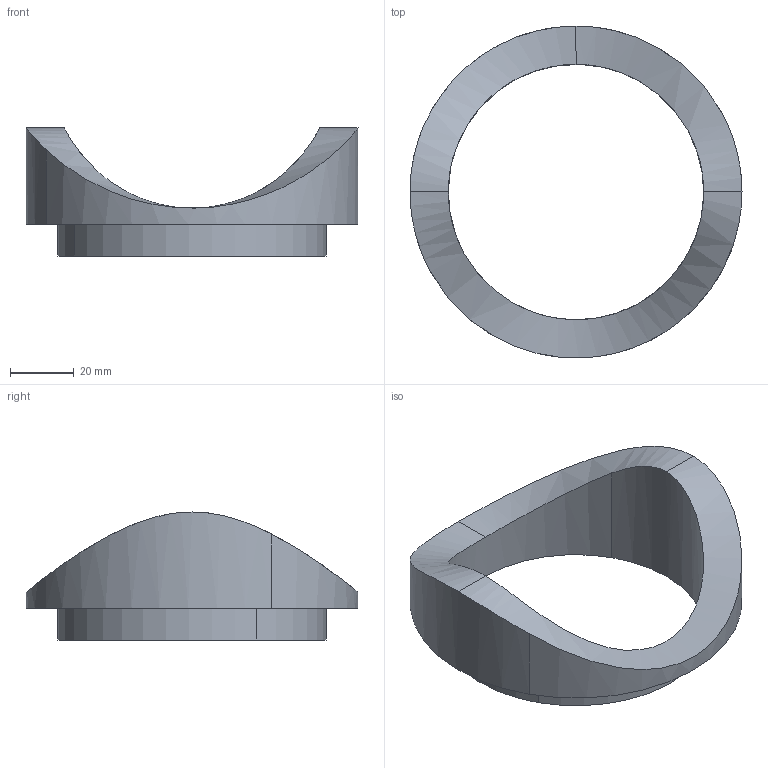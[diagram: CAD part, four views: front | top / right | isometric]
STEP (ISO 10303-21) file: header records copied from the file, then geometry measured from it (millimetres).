
FILE_DESCRIPTION(('CATIA V5 STEP Exchange'),'2;1');
FILE_NAME('20-008 - Rampe moteur.stp','2020-08-08T15:39:13+00:00',('none'),('none'),'CATIA Version 5 Release 20 GA (IN-10)','CATIA V5 STEP AP203','none');
FILE_SCHEMA(('CONFIG_CONTROL_DESIGN'));
Length unit declared in the file: millimetre
Products named in the file (1): 20-008 - Rampe moteur
Bounding box: 104 x 103.99 x 40.1 mm (x, y, z)
Volume: 62563.2 mm3; surface area: 22319.5 mm2
Topology: 1 solids, 1 shells, 19 faces, 47 edges, 28 vertices
Faces by surface type: cylinder 10, cone 4, bspline 3, plane 2
Entity records: 785 total; most frequent: CARTESIAN_POINT 369, ORIENTED_EDGE 86, DIRECTION 50, EDGE_CURVE 43, VERTEX_POINT 28, AXIS2_PLACEMENT_3D 27, EDGE_LOOP 23, ADVANCED_FACE 19
